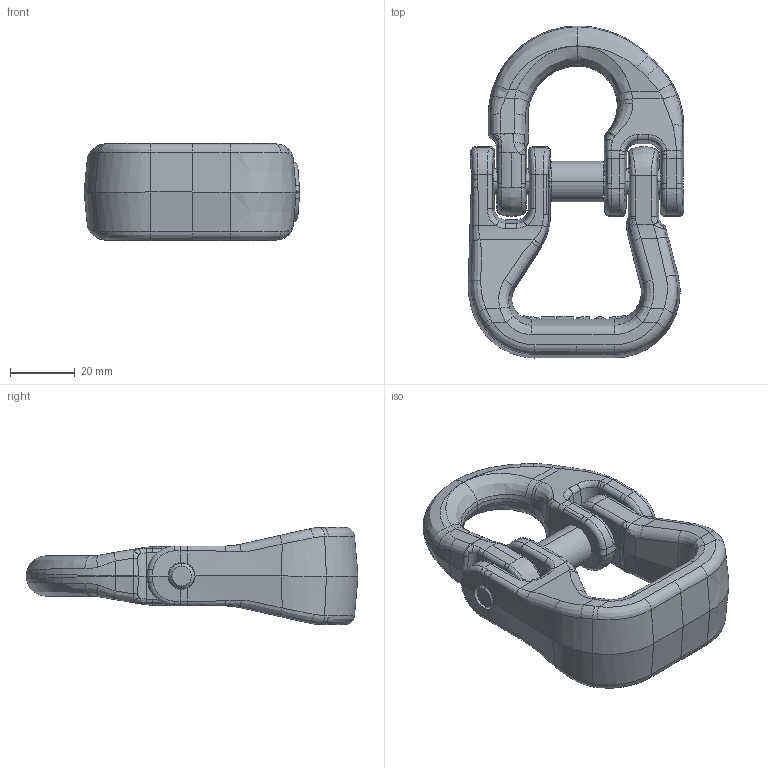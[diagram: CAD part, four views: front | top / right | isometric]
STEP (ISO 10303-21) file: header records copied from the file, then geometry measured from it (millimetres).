
FILE_DESCRIPTION(('STEP AP214'),'1');
FILE_NAME('cls_10.stp','2018-01-24T09:08:57',('TraceParts'),('TraceParts S.A.'),'Spatial InterOp 3D',' ',' ');
FILE_SCHEMA(('automotive_design'));
Length unit declared in the file: millimetre
Products named in the file (4): cls_10_1; cls_10_2; cls_10_3; cls_10_4
Bounding box: 66.6 x 102.59 x 30 mm (x, y, z)
Volume: 68956.5 mm3; surface area: 22193.1 mm2
Topology: 4 solids, 4 shells, 593 faces, 1513 edges, 919 vertices
Faces by surface type: bspline 327, plane 118, cylinder 114, cone 24, torus 6, sphere 4
Entity records: 41578 total; most frequent: CARTESIAN_POINT 24427, ORIENTED_EDGE 3020, DIRECTION 1980, EDGE_CURVE 1510, VERTEX_POINT 919, AXIS2_PLACEMENT_3D 777, EDGE_LOOP 599, STYLED_ITEM 597
